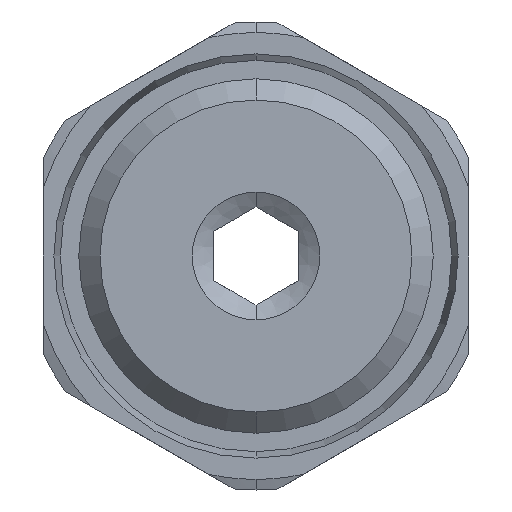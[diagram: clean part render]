
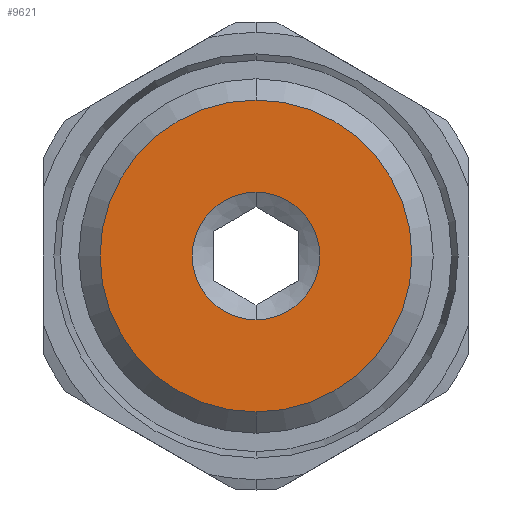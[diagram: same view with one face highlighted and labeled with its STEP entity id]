
A CAD part, left-side view. The second image highlights one B-rep face of the part: STEP entity #9621.
In plain terms, the highlighted planar face has unit normal (-1, 0, 0).
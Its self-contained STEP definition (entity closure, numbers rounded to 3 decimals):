
#531=CARTESIAN_POINT('',(-5.25,0.,-7.445));
#532=VERTEX_POINT('',#531);
#539=CARTESIAN_POINT('',(-5.25,0.,7.217));
#540=VERTEX_POINT('',#539);
#541=CARTESIAN_POINT('',(-5.25,0.,-0.114));
#542=DIRECTION('',(1.0,0.0,0.0));
#543=DIRECTION('',(0.0,0.0,-1.0));
#544=AXIS2_PLACEMENT_3D('',#541,#542,#543);
#545=CIRCLE('',#544,7.331);
#546=EDGE_CURVE('',#532,#540,#545,.T.);
#827=CARTESIAN_POINT('',(-5.25,0.0,2.886));
#828=VERTEX_POINT('',#827);
#880=CARTESIAN_POINT('',(-5.25,0.,-3.114));
#881=VERTEX_POINT('',#880);
#888=CARTESIAN_POINT('',(-5.25,0.0,-0.114));
#889=DIRECTION('',(1.0,0.0,0.0));
#890=DIRECTION('',(0.0,0.0,1.0));
#891=AXIS2_PLACEMENT_3D('',#888,#889,#890);
#892=CIRCLE('',#891,3.);
#893=EDGE_CURVE('',#828,#881,#892,.T.);
#8707=CARTESIAN_POINT('',(-5.25,0.0,-0.114));
#8708=DIRECTION('',(1.0,0.0,0.0));
#8709=DIRECTION('',(0.0,0.0,1.0));
#8710=AXIS2_PLACEMENT_3D('',#8707,#8708,#8709);
#8711=CIRCLE('',#8710,3.);
#8712=EDGE_CURVE('',#881,#828,#8711,.T.);
#9586=CARTESIAN_POINT('',(-5.25,0.,-0.114));
#9587=DIRECTION('',(1.0,0.0,0.0));
#9588=DIRECTION('',(0.0,0.0,-1.0));
#9589=AXIS2_PLACEMENT_3D('',#9586,#9587,#9588);
#9590=CIRCLE('',#9589,7.331);
#9591=EDGE_CURVE('',#540,#532,#9590,.T.);
#9608=CARTESIAN_POINT('',(-5.25,0.,4.051));
#9609=DIRECTION('',(-1.0,0.0,0.0));
#9610=DIRECTION('',(0.0,0.0,1.0));
#9611=AXIS2_PLACEMENT_3D('',#9608,#9609,#9610);
#9612=PLANE('',#9611);
#9613=ORIENTED_EDGE('',*,*,#9591,.F.);
#9614=ORIENTED_EDGE('',*,*,#546,.F.);
#9615=EDGE_LOOP('',(#9613,#9614));
#9616=FACE_OUTER_BOUND('',#9615,.T.);
#9617=ORIENTED_EDGE('',*,*,#893,.T.);
#9618=ORIENTED_EDGE('',*,*,#8712,.T.);
#9619=EDGE_LOOP('',(#9617,#9618));
#9620=FACE_BOUND('',#9619,.T.);
#9621=ADVANCED_FACE('',(#9616,#9620),#9612,.T.);
